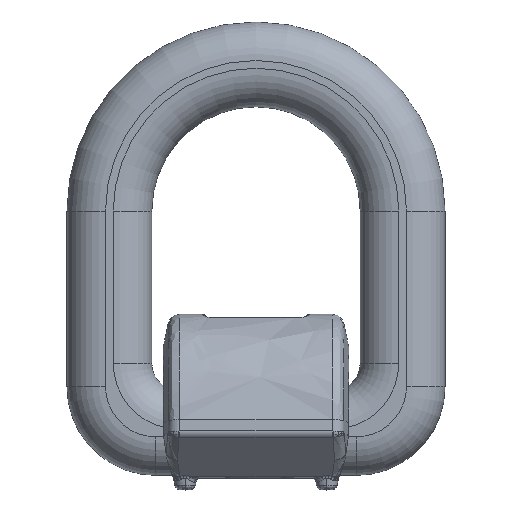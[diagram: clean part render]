
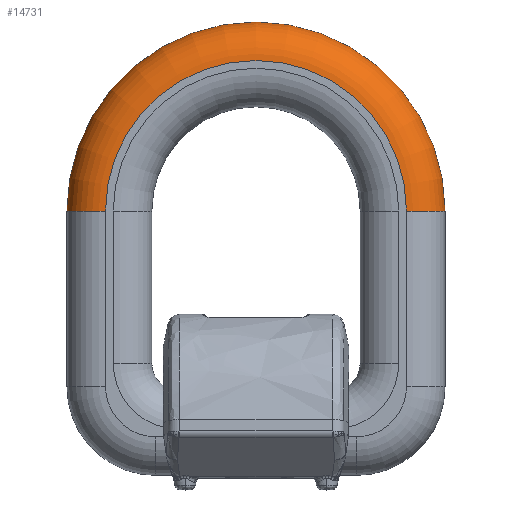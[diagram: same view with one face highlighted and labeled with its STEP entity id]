
A CAD part, top view. The second image highlights one B-rep face of the part: STEP entity #14731.
In plain terms, the highlighted toroidal (fillet/blend) face has major radius 39 mm and minor radius 10 mm.
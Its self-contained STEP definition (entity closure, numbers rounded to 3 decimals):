
#117 = CIRCLE ( 'NONE', #18345, 49. ) ;
#331 = CARTESIAN_POINT ( 'NONE',  ( 0., 9.75, 1. ) ) ;
#662 = CARTESIAN_POINT ( 'NONE',  ( 39., 9.75, 1. ) ) ;
#1195 = VERTEX_POINT ( 'NONE', #18332 ) ;
#1585 = VERTEX_POINT ( 'NONE', #12964 ) ;
#2333 = DIRECTION ( 'NONE',  ( 0., 0., -1. ) ) ;
#2903 = DIRECTION ( 'NONE',  ( 0., 0., 1. ) ) ;
#3175 = EDGE_CURVE ( 'NONE', #9261, #23362, #13723, .T. ) ;
#3816 = EDGE_CURVE ( 'NONE', #9261, #1195, #16690, .T. ) ;
#4137 = ORIENTED_EDGE ( 'NONE', *, *, #16030, .F. ) ;
#4173 = ORIENTED_EDGE ( 'NONE', *, *, #3175, .T. ) ;
#5353 = CARTESIAN_POINT ( 'NONE',  ( 49., 9.75, 1. ) ) ;
#6421 = CIRCLE ( 'NONE', #16594, 10. ) ;
#6436 = DIRECTION ( 'NONE',  ( 1., 0., 0. ) ) ;
#9054 = AXIS2_PLACEMENT_3D ( 'NONE', #18037, #17901, #22156 ) ;
#9261 = VERTEX_POINT ( 'NONE', #17946 ) ;
#10750 = DIRECTION ( 'NONE',  ( 0., 1., 0. ) ) ;
#11898 = DIRECTION ( 'NONE',  ( 1., 0., 0. ) ) ;
#12964 = CARTESIAN_POINT ( 'NONE',  ( -49., 9.75, 1. ) ) ;
#13684 = ORIENTED_EDGE ( 'NONE', *, *, #3816, .F. ) ;
#13723 = CIRCLE ( 'NONE', #21361, 10. ) ;
#14731 = ADVANCED_FACE ( 'NONE', ( #19134 ), #23780, .T. ) ;
#15020 = DIRECTION ( 'NONE',  ( 0., -1., 0. ) ) ;
#16030 = EDGE_CURVE ( 'NONE', #1195, #1585, #6421, .T. ) ;
#16594 = AXIS2_PLACEMENT_3D ( 'NONE', #25356, #15020, #17004 ) ;
#16690 = CIRCLE ( 'NONE', #9054, 39. ) ;
#17004 = DIRECTION ( 'NONE',  ( 1., 0., 0. ) ) ;
#17901 = DIRECTION ( 'NONE',  ( 0., 0., 1. ) ) ;
#17946 = CARTESIAN_POINT ( 'NONE',  ( 39., 9.75, 11. ) ) ;
#18037 = CARTESIAN_POINT ( 'NONE',  ( 0., 9.75, 11. ) ) ;
#18332 = CARTESIAN_POINT ( 'NONE',  ( -39., 9.75, 11. ) ) ;
#18345 = AXIS2_PLACEMENT_3D ( 'NONE', #24115, #2333, #11898 ) ;
#18717 = AXIS2_PLACEMENT_3D ( 'NONE', #331, #24604, #6436 ) ;
#19134 = FACE_OUTER_BOUND ( 'NONE', #21780, .T. ) ;
#21361 = AXIS2_PLACEMENT_3D ( 'NONE', #662, #10750, #2903 ) ;
#21780 = EDGE_LOOP ( 'NONE', ( #4173, #26076, #4137, #13684 ) ) ;
#22156 = DIRECTION ( 'NONE',  ( 1., 0., 0. ) ) ;
#23362 = VERTEX_POINT ( 'NONE', #5353 ) ;
#23780 = TOROIDAL_SURFACE ( 'NONE', #18717, 39., 10. ) ;
#24115 = CARTESIAN_POINT ( 'NONE',  ( 0., 9.75, 1. ) ) ;
#24604 = DIRECTION ( 'NONE',  ( 0., 0., 1. ) ) ;
#24780 = EDGE_CURVE ( 'NONE', #1585, #23362, #117, .T. ) ;
#25356 = CARTESIAN_POINT ( 'NONE',  ( -39., 9.75, 1. ) ) ;
#26076 = ORIENTED_EDGE ( 'NONE', *, *, #24780, .F. ) ;
